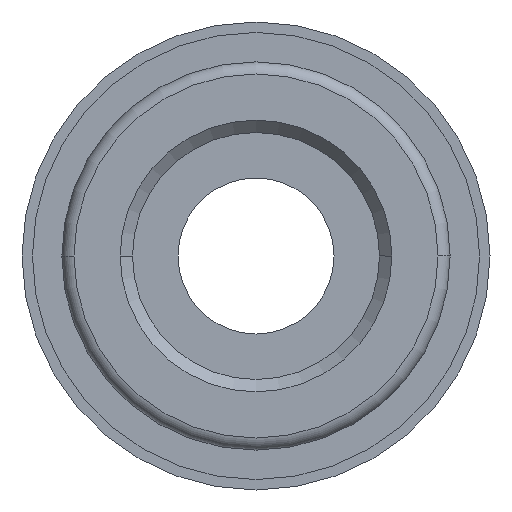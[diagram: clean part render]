
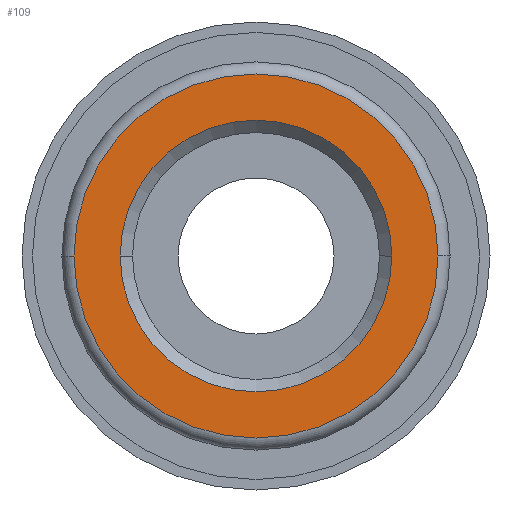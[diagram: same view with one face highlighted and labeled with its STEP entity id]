
A CAD part, front view. The second image highlights one B-rep face of the part: STEP entity #109.
In plain terms, the highlighted planar face has unit normal (0, -1, 0).
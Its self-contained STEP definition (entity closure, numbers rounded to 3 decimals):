
#109=ADVANCED_FACE('',(#252,#253),#254,.T.);
#252=FACE_BOUND('',#435,.T.);
#253=FACE_OUTER_BOUND('',#436,.T.);
#254=PLANE('',#437);
#435=EDGE_LOOP('',(#690,#691));
#436=EDGE_LOOP('',(#692,#693));
#437=AXIS2_PLACEMENT_3D('',#694,#695,#696);
#690=ORIENTED_EDGE('',*,*,#1078,.T.);
#691=ORIENTED_EDGE('',*,*,#1079,.T.);
#692=ORIENTED_EDGE('',*,*,#1059,.T.);
#693=ORIENTED_EDGE('',*,*,#1015,.T.);
#694=CARTESIAN_POINT('',(0.0,0.0,0.0));
#695=DIRECTION('',(0.0,-1.0,0.0));
#696=DIRECTION('',(1.0,0.0,0.));
#1015=EDGE_CURVE('',#1186,#1183,#1187,.T.);
#1059=EDGE_CURVE('',#1183,#1186,#1256,.T.);
#1078=EDGE_CURVE('',#1284,#1285,#1286,.T.);
#1079=EDGE_CURVE('',#1285,#1284,#1287,.T.);
#1183=VERTEX_POINT('',#1422);
#1186=VERTEX_POINT('',#1426);
#1187=CIRCLE('',#1427,7.0);
#1256=CIRCLE('',#1505,7.0);
#1284=VERTEX_POINT('',#1537);
#1285=VERTEX_POINT('',#1538);
#1286=CIRCLE('',#1539,5.225);
#1287=CIRCLE('',#1540,5.225);
#1422=CARTESIAN_POINT('',(-7.0,0.0,0.));
#1426=CARTESIAN_POINT('',(7.0,0.0,0.));
#1427=AXIS2_PLACEMENT_3D('',#1699,#1700,#1701);
#1505=AXIS2_PLACEMENT_3D('',#1783,#1784,#1785);
#1537=CARTESIAN_POINT('',(5.225,0.0,0.0));
#1538=CARTESIAN_POINT('',(-5.225,0.0,0.));
#1539=AXIS2_PLACEMENT_3D('',#1817,#1818,#1819);
#1540=AXIS2_PLACEMENT_3D('',#1820,#1821,#1822);
#1699=CARTESIAN_POINT('',(0.0,0.0,0.0));
#1700=DIRECTION('',(0.0,-1.0,-0.0));
#1701=DIRECTION('',(-1.0,0.0,0.));
#1783=CARTESIAN_POINT('',(0.0,0.0,0.0));
#1784=DIRECTION('',(0.0,-1.0,-0.0));
#1785=DIRECTION('',(-1.0,0.0,0.));
#1817=CARTESIAN_POINT('',(0.0,0.0,0.0));
#1818=DIRECTION('',(0.0,1.0,0.0));
#1819=DIRECTION('',(-1.0,0.0,0.));
#1820=CARTESIAN_POINT('',(0.0,0.0,0.0));
#1821=DIRECTION('',(0.0,1.0,0.0));
#1822=DIRECTION('',(-1.0,0.0,0.));
